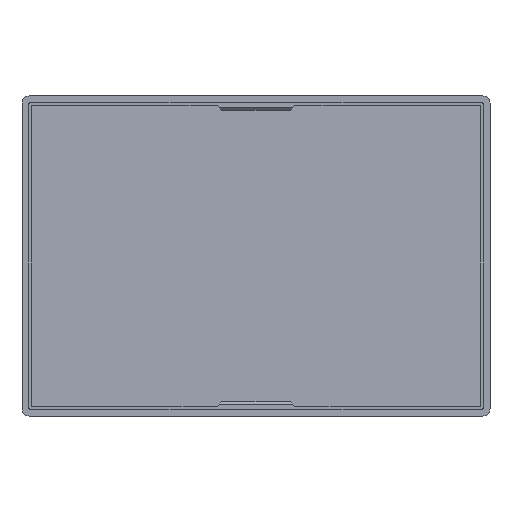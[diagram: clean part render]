
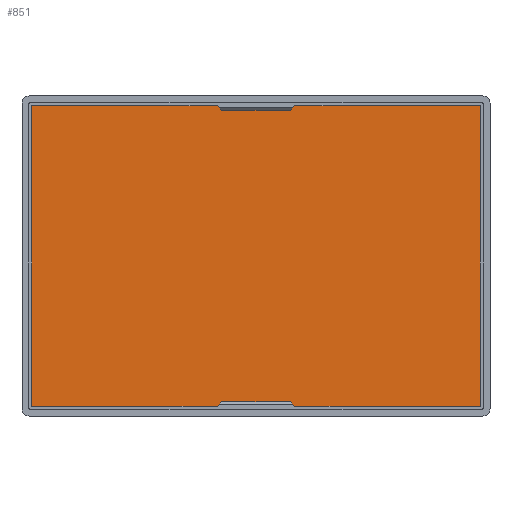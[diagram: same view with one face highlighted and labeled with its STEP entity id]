
A CAD part, top view. The second image highlights one B-rep face of the part: STEP entity #851.
In plain terms, the highlighted planar face has unit normal (0, 0, 1).
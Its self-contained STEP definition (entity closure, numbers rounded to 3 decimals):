
#45=FACE_OUTER_BOUND('',#93,.T.);
#93=EDGE_LOOP('',(#579,#580,#581,#582,#583,#584,#585,#586,#587,#588,#589,
#590));
#140=LINE('',#1205,#248);
#148=LINE('',#1221,#256);
#150=LINE('',#1227,#258);
#158=LINE('',#1243,#266);
#159=LINE('',#1246,#267);
#160=LINE('',#1247,#268);
#161=LINE('',#1249,#269);
#162=LINE('',#1251,#270);
#163=LINE('',#1252,#271);
#164=LINE('',#1253,#272);
#165=LINE('',#1255,#273);
#166=LINE('',#1256,#274);
#248=VECTOR('',#966,10.);
#256=VECTOR('',#976,10.);
#258=VECTOR('',#980,10.);
#266=VECTOR('',#990,10.);
#267=VECTOR('',#993,10.);
#268=VECTOR('',#994,10.);
#269=VECTOR('',#995,10.);
#270=VECTOR('',#996,10.);
#271=VECTOR('',#997,10.);
#272=VECTOR('',#998,10.);
#273=VECTOR('',#999,10.);
#274=VECTOR('',#1000,10.);
#356=VERTEX_POINT('',#1202);
#357=VERTEX_POINT('',#1204);
#361=VERTEX_POINT('',#1213);
#364=VERTEX_POINT('',#1219);
#366=VERTEX_POINT('',#1224);
#367=VERTEX_POINT('',#1226);
#371=VERTEX_POINT('',#1235);
#374=VERTEX_POINT('',#1241);
#375=VERTEX_POINT('',#1245);
#376=VERTEX_POINT('',#1248);
#377=VERTEX_POINT('',#1250);
#378=VERTEX_POINT('',#1254);
#436=EDGE_CURVE('',#357,#356,#140,.T.);
#444=EDGE_CURVE('',#361,#364,#148,.T.);
#446=EDGE_CURVE('',#367,#366,#150,.T.);
#454=EDGE_CURVE('',#371,#374,#158,.T.);
#455=EDGE_CURVE('',#375,#361,#159,.T.);
#456=EDGE_CURVE('',#364,#357,#160,.T.);
#457=EDGE_CURVE('',#356,#376,#161,.T.);
#458=EDGE_CURVE('',#376,#377,#162,.T.);
#459=EDGE_CURVE('',#377,#371,#163,.T.);
#460=EDGE_CURVE('',#374,#367,#164,.T.);
#461=EDGE_CURVE('',#366,#378,#165,.T.);
#462=EDGE_CURVE('',#378,#375,#166,.T.);
#579=ORIENTED_EDGE('',*,*,#455,.T.);
#580=ORIENTED_EDGE('',*,*,#444,.T.);
#581=ORIENTED_EDGE('',*,*,#456,.T.);
#582=ORIENTED_EDGE('',*,*,#436,.T.);
#583=ORIENTED_EDGE('',*,*,#457,.T.);
#584=ORIENTED_EDGE('',*,*,#458,.T.);
#585=ORIENTED_EDGE('',*,*,#459,.T.);
#586=ORIENTED_EDGE('',*,*,#454,.T.);
#587=ORIENTED_EDGE('',*,*,#460,.T.);
#588=ORIENTED_EDGE('',*,*,#446,.T.);
#589=ORIENTED_EDGE('',*,*,#461,.T.);
#590=ORIENTED_EDGE('',*,*,#462,.T.);
#811=PLANE('',#901);
#851=ADVANCED_FACE('',(#45),#811,.F.);
#901=AXIS2_PLACEMENT_3D('',#1244,#991,#992);
#966=DIRECTION('',(0.707,-0.707,0.));
#976=DIRECTION('',(0.707,0.707,0.));
#980=DIRECTION('',(-0.707,0.707,0.));
#990=DIRECTION('',(-0.707,-0.707,0.));
#991=DIRECTION('center_axis',(0.,0.,-1.));
#992=DIRECTION('ref_axis',(1.,0.,0.));
#993=DIRECTION('',(1.,0.,0.));
#994=DIRECTION('',(1.,0.,0.));
#995=DIRECTION('',(1.,0.,0.));
#996=DIRECTION('',(0.,1.,0.));
#997=DIRECTION('',(-1.,0.,0.));
#998=DIRECTION('',(-1.,0.,0.));
#999=DIRECTION('',(-1.,0.,0.));
#1000=DIRECTION('',(0.,-1.,0.));
#1202=CARTESIAN_POINT('',(-146.93,-191.498,0.5));
#1204=CARTESIAN_POINT('',(-148.25,-190.179,0.5));
#1205=CARTESIAN_POINT('',(-166.015,-172.414,0.5));
#1213=CARTESIAN_POINT('',(-178.57,-191.498,0.5));
#1219=CARTESIAN_POINT('',(-177.25,-190.179,0.5));
#1221=CARTESIAN_POINT('',(-159.485,-172.414,0.5));
#1224=CARTESIAN_POINT('',(-178.573,-69.498,0.5));
#1226=CARTESIAN_POINT('',(-177.25,-70.821,0.5));
#1227=CARTESIAN_POINT('',(-159.486,-88.585,0.5));
#1235=CARTESIAN_POINT('',(-146.927,-69.498,0.5));
#1241=CARTESIAN_POINT('',(-148.25,-70.821,0.5));
#1243=CARTESIAN_POINT('',(-166.014,-88.585,0.5));
#1244=CARTESIAN_POINT('Origin',(-162.75,-130.498,0.5));
#1245=CARTESIAN_POINT('',(-253.75,-191.498,0.5));
#1246=CARTESIAN_POINT('',(-208.25,-191.498,0.5));
#1247=CARTESIAN_POINT('',(-170.25,-190.179,0.5));
#1248=CARTESIAN_POINT('',(-71.75,-191.498,0.5));
#1249=CARTESIAN_POINT('',(-208.25,-191.498,0.5));
#1250=CARTESIAN_POINT('',(-71.75,-69.498,0.5));
#1251=CARTESIAN_POINT('',(-71.75,-160.998,0.5));
#1252=CARTESIAN_POINT('',(-117.25,-69.498,0.5));
#1253=CARTESIAN_POINT('',(-170.25,-70.821,0.5));
#1254=CARTESIAN_POINT('',(-253.75,-69.498,0.5));
#1255=CARTESIAN_POINT('',(-117.25,-69.498,0.5));
#1256=CARTESIAN_POINT('',(-253.75,-99.998,0.5));
